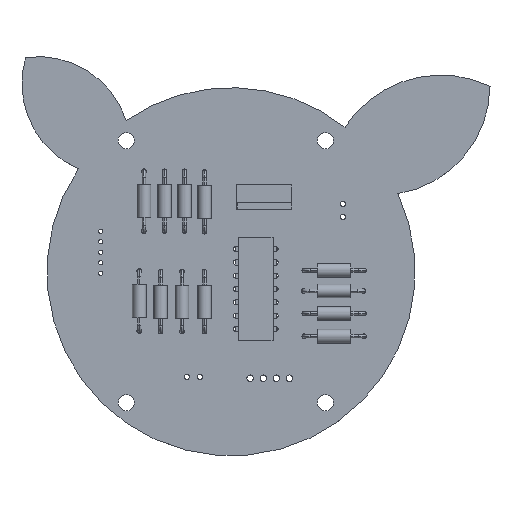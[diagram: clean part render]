
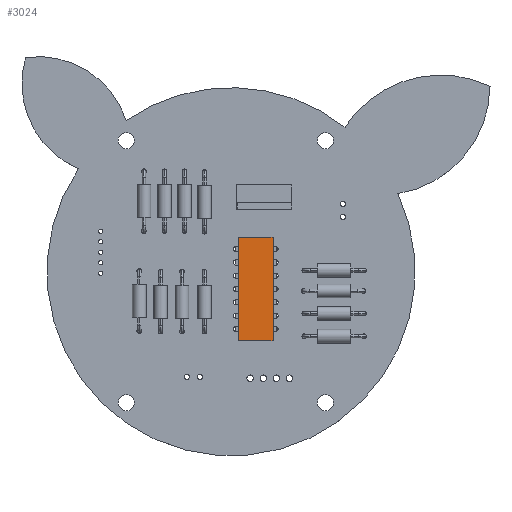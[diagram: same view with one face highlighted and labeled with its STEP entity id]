
A CAD part, top view. The second image highlights one B-rep face of the part: STEP entity #3024.
In plain terms, the highlighted planar face has unit normal (0, 0, 1).
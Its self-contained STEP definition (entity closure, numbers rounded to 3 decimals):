
#2895 = VERTEX_POINT('',#2896);
#2896 = CARTESIAN_POINT('',(-3.3,9.85,4.57));
#2902 = EDGE_CURVE('',#2895,#2903,#2905,.T.);
#2903 = VERTEX_POINT('',#2904);
#2904 = CARTESIAN_POINT('',(-3.3,-9.85,4.57));
#2905 = LINE('',#2906,#2907);
#2906 = CARTESIAN_POINT('',(-3.3,9.85,4.57));
#2907 = VECTOR('',#2908,1.);
#2908 = DIRECTION('',(0.,-1.,0.));
#2933 = EDGE_CURVE('',#2903,#2934,#2936,.T.);
#2934 = VERTEX_POINT('',#2935);
#2935 = CARTESIAN_POINT('',(3.3,-9.85,4.57));
#2936 = LINE('',#2937,#2938);
#2937 = CARTESIAN_POINT('',(-3.3,-9.85,4.57));
#2938 = VECTOR('',#2939,1.);
#2939 = DIRECTION('',(1.,0.,0.));
#2964 = EDGE_CURVE('',#2934,#2965,#2967,.T.);
#2965 = VERTEX_POINT('',#2966);
#2966 = CARTESIAN_POINT('',(3.3,9.85,4.57));
#2967 = LINE('',#2968,#2969);
#2968 = CARTESIAN_POINT('',(3.3,-9.85,4.57));
#2969 = VECTOR('',#2970,1.);
#2970 = DIRECTION('',(0.,1.,0.));
#2995 = EDGE_CURVE('',#2965,#2895,#2996,.T.);
#2996 = LINE('',#2997,#2998);
#2997 = CARTESIAN_POINT('',(3.3,9.85,4.57));
#2998 = VECTOR('',#2999,1.);
#2999 = DIRECTION('',(-1.,0.,0.));
#3024 = ADVANCED_FACE('',(#3025),#3031,.T.);
#3025 = FACE_BOUND('',#3026,.T.);
#3026 = EDGE_LOOP('',(#3027,#3028,#3029,#3030));
#3027 = ORIENTED_EDGE('',*,*,#2902,.T.);
#3028 = ORIENTED_EDGE('',*,*,#2933,.T.);
#3029 = ORIENTED_EDGE('',*,*,#2964,.T.);
#3030 = ORIENTED_EDGE('',*,*,#2995,.T.);
#3031 = PLANE('',#3032);
#3032 = AXIS2_PLACEMENT_3D('',#3033,#3034,#3035);
#3033 = CARTESIAN_POINT('',(0.,0.,4.57));
#3034 = DIRECTION('',(0.,0.,1.));
#3035 = DIRECTION('',(1.,0.,-0.));
